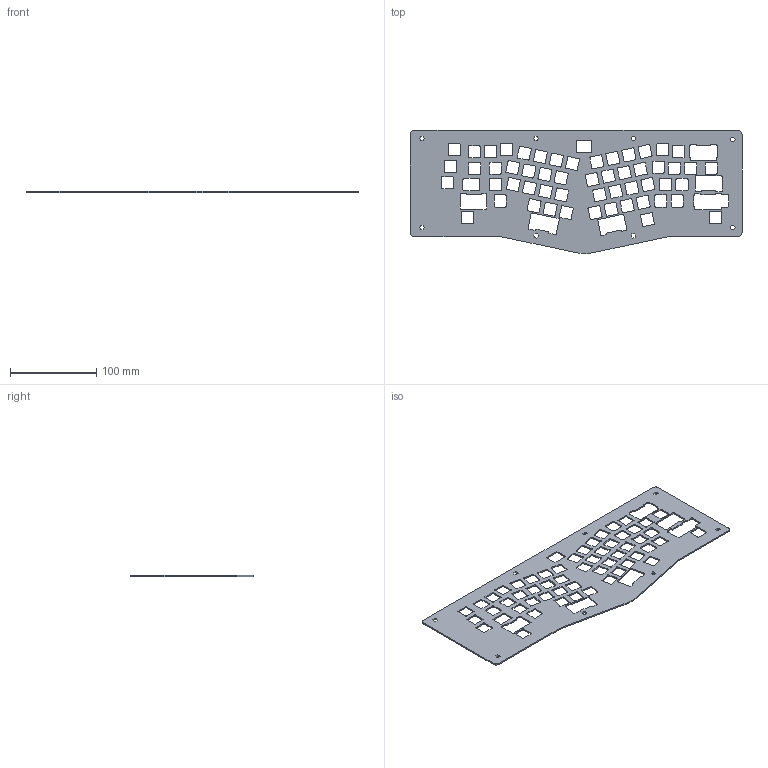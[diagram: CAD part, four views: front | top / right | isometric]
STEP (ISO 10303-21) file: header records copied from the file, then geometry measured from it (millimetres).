
FILE_DESCRIPTION(('KiCad electronic assembly'),'2;1');
FILE_NAME('Plate.step','2021-03-21T16:46:40',('An Author'),('A Company') ,'Open CASCADE STEP processor 6.9','KiCad to STEP converter','Unknown' );
FILE_SCHEMA(('AUTOMOTIVE_DESIGN { 1 0 10303 214 1 1 1 1 }'));
Length unit declared in the file: millimetre
Products named in the file (2): Open CASCADE STEP translator 6.9 1; COMPOUND
Assembly tree (1 placements, depth 2):
  Open CASCADE STEP translator 6.9 1
    COMPOUND
Bounding box: 384.71 x 142.77 x 1.6 mm (x, y, z)
Volume: 55400.7 mm3; surface area: 76982.1 mm2
Topology: 1 solids, 1 shells, 639 faces, 1911 edges, 1274 vertices
Faces by surface type: plane 364, cylinder 275
Entity records: 46765 total; most frequent: CARTESIAN_POINT 7648, DIRECTION 7565, LINE 4633, VECTOR 4633, ORIENTED_EDGE 3822, PCURVE 3822, DEFINITIONAL_REPRESENTATION 3822, EDGE_CURVE 1911
